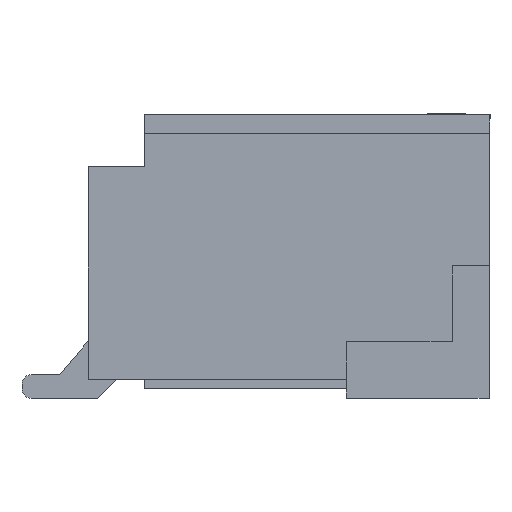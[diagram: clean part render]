
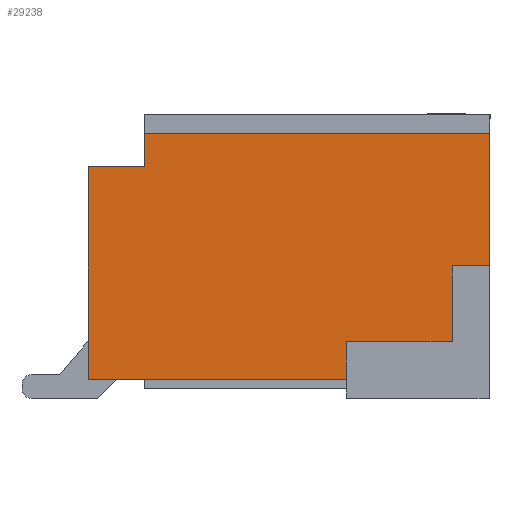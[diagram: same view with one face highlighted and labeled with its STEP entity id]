
A CAD part, left-side view. The second image highlights one B-rep face of the part: STEP entity #29238.
In plain terms, the highlighted planar face has unit normal (-1, 0, 0).
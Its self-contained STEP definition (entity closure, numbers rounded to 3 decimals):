
#679 = ORIENTED_EDGE ( 'NONE', *, *, #15402, .T. ) ;
#884 = DIRECTION ( 'NONE',  ( 0., -1., 0. ) ) ;
#1126 = VECTOR ( 'NONE', #28966, 1000. ) ;
#1300 = CARTESIAN_POINT ( 'NONE',  ( -8.5, 0., -0.15 ) ) ;
#1656 = VERTEX_POINT ( 'NONE', #8821 ) ;
#1670 = LINE ( 'NONE', #26184, #12287 ) ;
#1854 = CARTESIAN_POINT ( 'NONE',  ( -8.5, -4.25, 1.25 ) ) ;
#3704 = DIRECTION ( 'NONE',  ( 0., 1., 0. ) ) ;
#3921 = EDGE_CURVE ( 'NONE', #29991, #24459, #33311, .T. ) ;
#3984 = VECTOR ( 'NONE', #32643, 1000. ) ;
#4121 = LINE ( 'NONE', #17896, #1126 ) ;
#4482 = AXIS2_PLACEMENT_3D ( 'NONE', #21450, #32701, #27018 ) ;
#4495 = VECTOR ( 'NONE', #3704, 1000. ) ;
#5340 = VERTEX_POINT ( 'NONE', #16092 ) ;
#6367 = CARTESIAN_POINT ( 'NONE',  ( -8.5, -2.73, -1.35 ) ) ;
#6668 = CARTESIAN_POINT ( 'NONE',  ( -8.5, -2.73, -0.95 ) ) ;
#7263 = DIRECTION ( 'NONE',  ( 0., 0., 1. ) ) ;
#8550 = VERTEX_POINT ( 'NONE', #17018 ) ;
#8821 = CARTESIAN_POINT ( 'NONE',  ( -8.5, -0.6, 0.9 ) ) ;
#9091 = ORIENTED_EDGE ( 'NONE', *, *, #33943, .F. ) ;
#9149 = EDGE_CURVE ( 'NONE', #24459, #28631, #18674, .T. ) ;
#9476 = FACE_OUTER_BOUND ( 'NONE', #30803, .T. ) ;
#9595 = LINE ( 'NONE', #9970, #26606 ) ;
#9970 = CARTESIAN_POINT ( 'NONE',  ( -8.5, -4.25, -1.45 ) ) ;
#10146 = ORIENTED_EDGE ( 'NONE', *, *, #18133, .F. ) ;
#11153 = LINE ( 'NONE', #23197, #17325 ) ;
#11538 = DIRECTION ( 'NONE',  ( 0., 0., -1. ) ) ;
#11721 = EDGE_CURVE ( 'NONE', #12173, #1656, #14240, .T. ) ;
#12173 = VERTEX_POINT ( 'NONE', #20281 ) ;
#12287 = VECTOR ( 'NONE', #15686, 1000. ) ;
#12510 = EDGE_CURVE ( 'NONE', #5340, #8550, #1670, .T. ) ;
#12513 = VERTEX_POINT ( 'NONE', #1854 ) ;
#12538 = CARTESIAN_POINT ( 'NONE',  ( -8.5, -2.73, 0. ) ) ;
#13209 = CARTESIAN_POINT ( 'NONE',  ( -8.5, 0., 0.9 ) ) ;
#14240 = LINE ( 'NONE', #22584, #23733 ) ;
#14579 = VECTOR ( 'NONE', #7263, 1000. ) ;
#15111 = VECTOR ( 'NONE', #884, 1000. ) ;
#15402 = EDGE_CURVE ( 'NONE', #1656, #22670, #11153, .T. ) ;
#15686 = DIRECTION ( 'NONE',  ( 0., 0., 1. ) ) ;
#15984 = PLANE ( 'NONE',  #4482 ) ;
#16092 = CARTESIAN_POINT ( 'NONE',  ( -8.5, -3.85, -0.95 ) ) ;
#16523 = ORIENTED_EDGE ( 'NONE', *, *, #12510, .T. ) ;
#17018 = CARTESIAN_POINT ( 'NONE',  ( -8.5, -3.85, -0.15 ) ) ;
#17165 = ORIENTED_EDGE ( 'NONE', *, *, #3921, .T. ) ;
#17246 = LINE ( 'NONE', #20164, #15111 ) ;
#17325 = VECTOR ( 'NONE', #27794, 1000. ) ;
#17843 = ORIENTED_EDGE ( 'NONE', *, *, #11721, .T. ) ;
#17896 = CARTESIAN_POINT ( 'NONE',  ( -8.5, 0., -1.45 ) ) ;
#18133 = EDGE_CURVE ( 'NONE', #28813, #8550, #33986, .T. ) ;
#18674 = LINE ( 'NONE', #12538, #14579 ) ;
#20164 = CARTESIAN_POINT ( 'NONE',  ( -8.5, 0., 1.25 ) ) ;
#20281 = CARTESIAN_POINT ( 'NONE',  ( -8.5, -0.6, 1.25 ) ) ;
#21450 = CARTESIAN_POINT ( 'NONE',  ( -8.5, -4.25, -1.45 ) ) ;
#22507 = ORIENTED_EDGE ( 'NONE', *, *, #30577, .T. ) ;
#22584 = CARTESIAN_POINT ( 'NONE',  ( -8.5, -0.6, 1.45 ) ) ;
#22670 = VERTEX_POINT ( 'NONE', #13209 ) ;
#23197 = CARTESIAN_POINT ( 'NONE',  ( -8.5, 0., 0.9 ) ) ;
#23581 = CARTESIAN_POINT ( 'NONE',  ( -8.5, 0., -1.35 ) ) ;
#23733 = VECTOR ( 'NONE', #11538, 1000. ) ;
#24177 = EDGE_CURVE ( 'NONE', #12173, #12513, #17246, .T. ) ;
#24459 = VERTEX_POINT ( 'NONE', #6367 ) ;
#25393 = ORIENTED_EDGE ( 'NONE', *, *, #24177, .F. ) ;
#26184 = CARTESIAN_POINT ( 'NONE',  ( -8.5, -3.85, 0. ) ) ;
#26606 = VECTOR ( 'NONE', #26793, 1000. ) ;
#26793 = DIRECTION ( 'NONE',  ( 0., 0., -1. ) ) ;
#27018 = DIRECTION ( 'NONE',  ( 0., 1., 0. ) ) ;
#27172 = ORIENTED_EDGE ( 'NONE', *, *, #35397, .F. ) ;
#27589 = ORIENTED_EDGE ( 'NONE', *, *, #9149, .T. ) ;
#27794 = DIRECTION ( 'NONE',  ( 0., 1., 0. ) ) ;
#27868 = VECTOR ( 'NONE', #31272, 1000. ) ;
#28631 = VERTEX_POINT ( 'NONE', #6668 ) ;
#28813 = VERTEX_POINT ( 'NONE', #34347 ) ;
#28966 = DIRECTION ( 'NONE',  ( 0., 0., -1. ) ) ;
#29238 = ADVANCED_FACE ( 'NONE', ( #9476 ), #15984, .F. ) ;
#29711 = LINE ( 'NONE', #32448, #3984 ) ;
#29991 = VERTEX_POINT ( 'NONE', #23581 ) ;
#30577 = EDGE_CURVE ( 'NONE', #22670, #29991, #4121, .T. ) ;
#30803 = EDGE_LOOP ( 'NONE', ( #16523, #10146, #27172, #25393, #17843, #679, #22507, #17165, #27589, #9091 ) ) ;
#30918 = CARTESIAN_POINT ( 'NONE',  ( -8.5, 0., -1.35 ) ) ;
#31272 = DIRECTION ( 'NONE',  ( 0., -1., 0. ) ) ;
#32448 = CARTESIAN_POINT ( 'NONE',  ( -8.5, 0., -0.95 ) ) ;
#32643 = DIRECTION ( 'NONE',  ( 0., 1., 0. ) ) ;
#32701 = DIRECTION ( 'NONE',  ( 1., 0., 0. ) ) ;
#33311 = LINE ( 'NONE', #30918, #27868 ) ;
#33943 = EDGE_CURVE ( 'NONE', #5340, #28631, #29711, .T. ) ;
#33986 = LINE ( 'NONE', #1300, #4495 ) ;
#34347 = CARTESIAN_POINT ( 'NONE',  ( -8.5, -4.25, -0.15 ) ) ;
#35397 = EDGE_CURVE ( 'NONE', #12513, #28813, #9595, .T. ) ;
